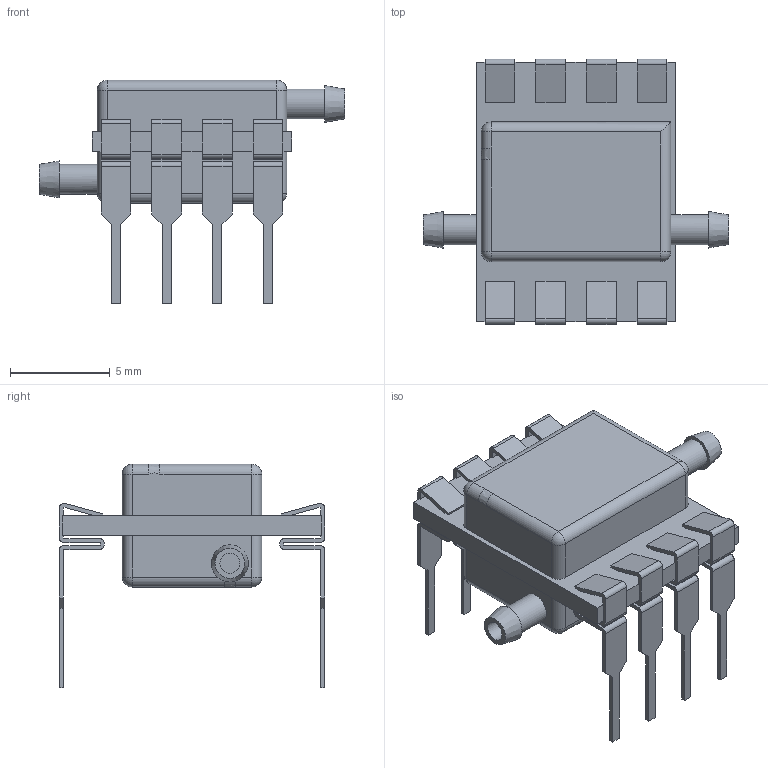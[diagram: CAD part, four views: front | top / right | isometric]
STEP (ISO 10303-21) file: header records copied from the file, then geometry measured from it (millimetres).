
FILE_DESCRIPTION(/* description */ ('STEP AP242','CAx-IF Rec.Pracs.---Representation and Presentation of Product Manufacturing Information (PMI)---4.0---2014-10-13','CAx-IF Rec.Pracs.---3D Tessellated Geometry---0.4---2014-09-14','2;1'),/* implementation_level */ '2;1');
FILE_NAME(/* name */ '615fabc3e987f330b0363a01',/* time_stamp */ '2021-10-08T02:24:04+00:00',/* author */ (''),/* organization */ (''),/* preprocessor_version */ 'ST-DEVELOPER v18.1',/* originating_system */ ' ',/* authorisation */ ' ');
FILE_SCHEMA (('AP242_MANAGED_MODEL_BASED_3D_ENGINEERING_MIM_LF { 1 0 10303 442 1 1 4 }'));
Length unit declared in the file: metre
Products named in the file (1): pressureSensor_HSCDDR
Bounding box: 15.3 x 13.3 x 11.21 mm (x, y, z)
Volume: 504 mm3; surface area: 814.5 mm2
Topology: 1 solids, 1 shells, 313 faces, 920 edges, 601 vertices
Faces by surface type: plane 200, cylinder 101, sphere 7, cone 3, bspline 2
Full cylindrical faces by diameter (mm): 1 x2, 1.5 x2
Entity records: 10797 total; most frequent: CARTESIAN_POINT 1883, ORIENTED_EDGE 1806, DIRECTION 1729, EDGE_CURVE 903, LINE 689, VECTOR 689, VERTEX_POINT 598, AXIS2_PLACEMENT_3D 520
